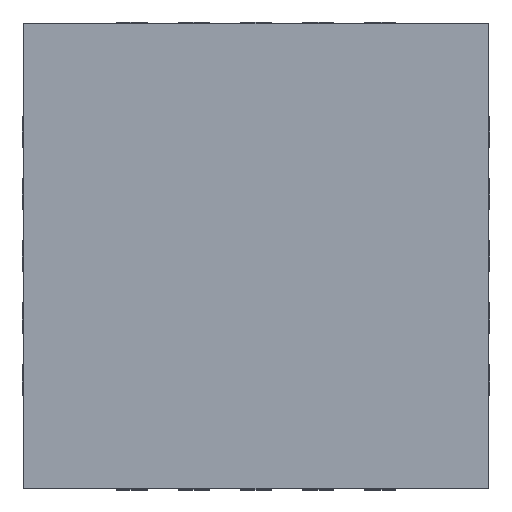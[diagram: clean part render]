
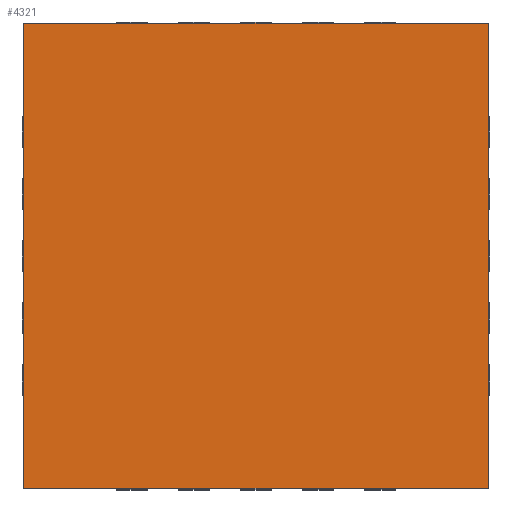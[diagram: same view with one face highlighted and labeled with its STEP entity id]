
A CAD part, top view. The second image highlights one B-rep face of the part: STEP entity #4321.
In plain terms, the highlighted planar face has unit normal (0, 0, 1).
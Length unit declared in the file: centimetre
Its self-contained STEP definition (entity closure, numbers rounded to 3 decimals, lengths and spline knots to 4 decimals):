
#949=CARTESIAN_POINT('',(-0.15,-0.15,0.055));
#950=VERTEX_POINT('',#949);
#957=CARTESIAN_POINT('',(-0.15,0.15,0.055));
#958=VERTEX_POINT('',#957);
#959=CARTESIAN_POINT('',(-0.15,-12344.85,0.055));
#960=DIRECTION('',(-0.,1.,0.));
#961=VECTOR('',#960,24690.);
#962=LINE('',#959,#961);
#963=EDGE_CURVE('',#950,#958,#962,.T.);
#1020=CARTESIAN_POINT('',(0.15,0.15,0.055));
#1021=VERTEX_POINT('',#1020);
#1028=CARTESIAN_POINT('',(0.15,-0.15,0.055));
#1029=VERTEX_POINT('',#1028);
#1030=CARTESIAN_POINT('',(0.15,12344.85,0.055));
#1031=DIRECTION('',(0.,-1.,0.));
#1032=VECTOR('',#1031,24690.);
#1033=LINE('',#1030,#1032);
#1034=EDGE_CURVE('',#1021,#1029,#1033,.T.);
#1267=CARTESIAN_POINT('',(-12344.85,0.15,0.055));
#1268=DIRECTION('',(1.,0.,-0.));
#1269=VECTOR('',#1268,24690.);
#1270=LINE('',#1267,#1269);
#1271=EDGE_CURVE('',#958,#1021,#1270,.T.);
#1313=CARTESIAN_POINT('',(12344.85,-0.15,0.055));
#1314=DIRECTION('',(-1.,-0.,0.));
#1315=VECTOR('',#1314,24690.);
#1316=LINE('',#1313,#1315);
#1317=EDGE_CURVE('',#1029,#950,#1316,.T.);
#4310=CARTESIAN_POINT('',(0.,0.,0.055));
#4311=DIRECTION('',(0.,0.,1.));
#4312=DIRECTION('',(1.,0.,0.));
#4313=AXIS2_PLACEMENT_3D('',#4310,#4311,#4312);
#4314=PLANE('',#4313);
#4315=ORIENTED_EDGE('',*,*,#1271,.F.);
#4316=ORIENTED_EDGE('',*,*,#963,.F.);
#4317=ORIENTED_EDGE('',*,*,#1317,.F.);
#4318=ORIENTED_EDGE('',*,*,#1034,.F.);
#4319=EDGE_LOOP('',(#4315,#4316,#4317,#4318));
#4320=FACE_BOUND('',#4319,.T.);
#4321=ADVANCED_FACE('',(#4320),#4314,.T.);
